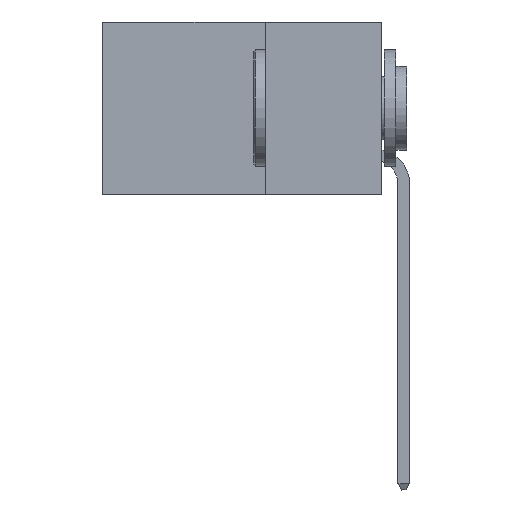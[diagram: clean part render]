
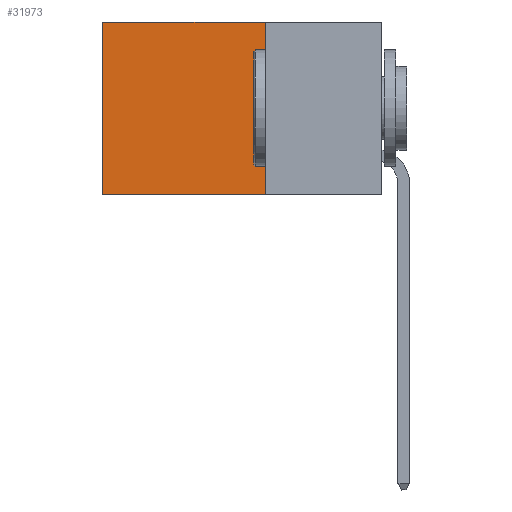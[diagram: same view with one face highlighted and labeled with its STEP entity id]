
A CAD part, left-side view. The second image highlights one B-rep face of the part: STEP entity #31973.
In plain terms, the highlighted planar face has unit normal (-1, 0, 0).
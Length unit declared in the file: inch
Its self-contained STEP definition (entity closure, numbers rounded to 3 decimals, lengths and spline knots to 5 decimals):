
#529 = DIRECTION ( 'NONE',  ( 0., 0., -1. ) ) ;
#1423 = AXIS2_PLACEMENT_3D ( 'NONE', #34991, #14752, #529 ) ;
#1627 = VERTEX_POINT ( 'NONE', #15365 ) ;
#3233 = VECTOR ( 'NONE', #9082, 39.37008 ) ;
#4588 = ORIENTED_EDGE ( 'NONE', *, *, #22588, .T. ) ;
#5695 = EDGE_CURVE ( 'NONE', #1627, #35988, #32063, .T. ) ;
#9082 = DIRECTION ( 'NONE',  ( 0., 1., 0. ) ) ;
#9400 = EDGE_CURVE ( 'NONE', #38124, #35988, #43726, .T. ) ;
#11003 = CARTESIAN_POINT ( 'NONE',  ( 0.2875, 0.25, 0. ) ) ;
#11203 = DIRECTION ( 'NONE',  ( 0., 1., 0. ) ) ;
#13538 = LINE ( 'NONE', #43621, #3233 ) ;
#13975 = VERTEX_POINT ( 'NONE', #11003 ) ;
#14752 = DIRECTION ( 'NONE',  ( 1., 0., 0. ) ) ;
#15287 = DIRECTION ( 'NONE',  ( 0., 0., -1. ) ) ;
#15365 = CARTESIAN_POINT ( 'NONE',  ( 0.2875, 0.6, 0. ) ) ;
#18237 = PLANE ( 'NONE',  #1423 ) ;
#18282 = CARTESIAN_POINT ( 'NONE',  ( 0.2875, 0.25, -0.37 ) ) ;
#18579 = DIRECTION ( 'NONE',  ( 0., 0., -1. ) ) ;
#19917 = CARTESIAN_POINT ( 'NONE',  ( 0.2875, 0.6, -0.37 ) ) ;
#22537 = CARTESIAN_POINT ( 'NONE',  ( 0.2875, 0.6, 0. ) ) ;
#22588 = EDGE_CURVE ( 'NONE', #13975, #1627, #13538, .T. ) ;
#23633 = CARTESIAN_POINT ( 'NONE',  ( 0.2875, 0.25, 0. ) ) ;
#26054 = LINE ( 'NONE', #23633, #39542 ) ;
#26324 = FACE_OUTER_BOUND ( 'NONE', #26944, .T. ) ;
#26944 = EDGE_LOOP ( 'NONE', ( #41520, #37594, #37448, #4588 ) ) ;
#28788 = EDGE_CURVE ( 'NONE', #13975, #38124, #26054, .T. ) ;
#29961 = VECTOR ( 'NONE', #15287, 39.37008 ) ;
#31973 = ADVANCED_FACE ( 'NONE', ( #26324 ), #18237, .F. ) ;
#32063 = LINE ( 'NONE', #22537, #29961 ) ;
#34991 = CARTESIAN_POINT ( 'NONE',  ( 0.2875, 0.25, 0. ) ) ;
#35988 = VERTEX_POINT ( 'NONE', #19917 ) ;
#37448 = ORIENTED_EDGE ( 'NONE', *, *, #28788, .F. ) ;
#37594 = ORIENTED_EDGE ( 'NONE', *, *, #9400, .F. ) ;
#38124 = VERTEX_POINT ( 'NONE', #18282 ) ;
#38984 = CARTESIAN_POINT ( 'NONE',  ( 0.2875, 0.25, -0.37 ) ) ;
#39542 = VECTOR ( 'NONE', #18579, 39.37008 ) ;
#41063 = VECTOR ( 'NONE', #11203, 39.37008 ) ;
#41520 = ORIENTED_EDGE ( 'NONE', *, *, #5695, .T. ) ;
#43621 = CARTESIAN_POINT ( 'NONE',  ( 0.2875, 0.25, 0. ) ) ;
#43726 = LINE ( 'NONE', #38984, #41063 ) ;
